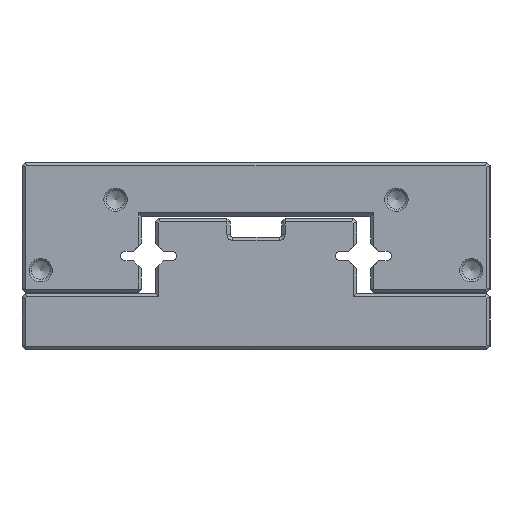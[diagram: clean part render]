
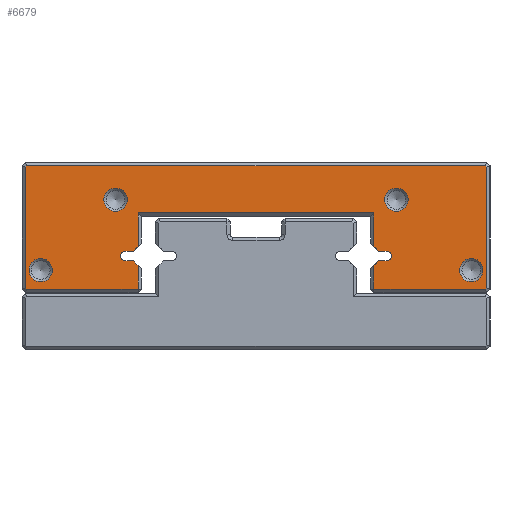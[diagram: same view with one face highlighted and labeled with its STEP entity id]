
A CAD part, left-side view. The second image highlights one B-rep face of the part: STEP entity #6679.
In plain terms, the highlighted planar face has unit normal (-1, 0, 0).
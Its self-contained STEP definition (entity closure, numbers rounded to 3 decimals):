
#5328=FACE_BOUND('',#10542,.T.);
#5329=FACE_BOUND('',#10543,.T.);
#5330=FACE_BOUND('',#10544,.T.);
#5331=FACE_BOUND('',#10545,.T.);
#5332=FACE_BOUND('',#10546,.T.);
#6050=CIRCLE('',#29380,1.);
#6073=CIRCLE('',#29411,1.);
#6079=CIRCLE('',#29423,2.5);
#6080=CIRCLE('',#29424,2.5);
#6081=CIRCLE('',#29425,2.5);
#6082=CIRCLE('',#29426,2.5);
#6679=ADVANCED_FACE('',(#5328,#5329,#5330,#5331,#5332),#8035,.T.);
#8035=PLANE('',#29427);
#10542=EDGE_LOOP('',(#14009,#14010,#14011,#14012,#14013,#14014,#14015,#14016,
#14017,#14018,#14019,#14020,#14021,#14022,#14023,#14024,#14025,#14026,#14027,
#14028,#14029,#14030,#14031,#14032));
#10543=EDGE_LOOP('',(#14033));
#10544=EDGE_LOOP('',(#14034));
#10545=EDGE_LOOP('',(#14035));
#10546=EDGE_LOOP('',(#14036));
#14009=ORIENTED_EDGE('',*,*,#21967,.F.);
#14010=ORIENTED_EDGE('',*,*,#22008,.T.);
#14011=ORIENTED_EDGE('',*,*,#22009,.T.);
#14012=ORIENTED_EDGE('',*,*,#22010,.T.);
#14013=ORIENTED_EDGE('',*,*,#21896,.F.);
#14014=ORIENTED_EDGE('',*,*,#21890,.F.);
#14015=ORIENTED_EDGE('',*,*,#21887,.F.);
#14016=ORIENTED_EDGE('',*,*,#21884,.F.);
#14017=ORIENTED_EDGE('',*,*,#21882,.F.);
#14018=ORIENTED_EDGE('',*,*,#22011,.T.);
#14019=ORIENTED_EDGE('',*,*,#22012,.T.);
#14020=ORIENTED_EDGE('',*,*,#22013,.T.);
#14021=ORIENTED_EDGE('',*,*,#22014,.T.);
#14022=ORIENTED_EDGE('',*,*,#22015,.T.);
#14023=ORIENTED_EDGE('',*,*,#22016,.T.);
#14024=ORIENTED_EDGE('',*,*,#22017,.T.);
#14025=ORIENTED_EDGE('',*,*,#22018,.T.);
#14026=ORIENTED_EDGE('',*,*,#22019,.T.);
#14027=ORIENTED_EDGE('',*,*,#22020,.T.);
#14028=ORIENTED_EDGE('',*,*,#22021,.T.);
#14029=ORIENTED_EDGE('',*,*,#21981,.F.);
#14030=ORIENTED_EDGE('',*,*,#21975,.F.);
#14031=ORIENTED_EDGE('',*,*,#21972,.F.);
#14032=ORIENTED_EDGE('',*,*,#21969,.F.);
#14033=ORIENTED_EDGE('',*,*,#22022,.T.);
#14034=ORIENTED_EDGE('',*,*,#22023,.T.);
#14035=ORIENTED_EDGE('',*,*,#22024,.T.);
#14036=ORIENTED_EDGE('',*,*,#22025,.T.);
#19408=VERTEX_POINT('',#39640);
#19409=VERTEX_POINT('',#39642);
#19410=VERTEX_POINT('',#39646);
#19412=VERTEX_POINT('',#39652);
#19414=VERTEX_POINT('',#39658);
#19419=VERTEX_POINT('',#39670);
#19467=VERTEX_POINT('',#39792);
#19468=VERTEX_POINT('',#39794);
#19469=VERTEX_POINT('',#39798);
#19471=VERTEX_POINT('',#39804);
#19473=VERTEX_POINT('',#39810);
#19478=VERTEX_POINT('',#39822);
#19501=VERTEX_POINT('',#39876);
#19502=VERTEX_POINT('',#39878);
#19503=VERTEX_POINT('',#39881);
#19504=VERTEX_POINT('',#39883);
#19505=VERTEX_POINT('',#39885);
#19506=VERTEX_POINT('',#39887);
#19507=VERTEX_POINT('',#39889);
#19508=VERTEX_POINT('',#39891);
#19509=VERTEX_POINT('',#39893);
#19510=VERTEX_POINT('',#39895);
#19511=VERTEX_POINT('',#39897);
#19512=VERTEX_POINT('',#39899);
#19513=VERTEX_POINT('',#39902);
#19514=VERTEX_POINT('',#39904);
#19515=VERTEX_POINT('',#39906);
#19516=VERTEX_POINT('',#39908);
#21882=EDGE_CURVE('',#19408,#19409,#24744,.T.);
#21884=EDGE_CURVE('',#19409,#19410,#24746,.T.);
#21887=EDGE_CURVE('',#19410,#19412,#6050,.T.);
#21890=EDGE_CURVE('',#19412,#19414,#24750,.T.);
#21896=EDGE_CURVE('',#19414,#19419,#24756,.T.);
#21967=EDGE_CURVE('',#19467,#19468,#24806,.T.);
#21969=EDGE_CURVE('',#19468,#19469,#24808,.T.);
#21972=EDGE_CURVE('',#19469,#19471,#6073,.T.);
#21975=EDGE_CURVE('',#19471,#19473,#24812,.T.);
#21981=EDGE_CURVE('',#19473,#19478,#24818,.T.);
#22008=EDGE_CURVE('',#19467,#19501,#24841,.T.);
#22009=EDGE_CURVE('',#19501,#19502,#24842,.T.);
#22010=EDGE_CURVE('',#19502,#19419,#24843,.T.);
#22011=EDGE_CURVE('',#19408,#19503,#24844,.T.);
#22012=EDGE_CURVE('',#19503,#19504,#24845,.T.);
#22013=EDGE_CURVE('',#19504,#19505,#24846,.T.);
#22014=EDGE_CURVE('',#19505,#19506,#24847,.T.);
#22015=EDGE_CURVE('',#19506,#19507,#24848,.T.);
#22016=EDGE_CURVE('',#19507,#19508,#24849,.T.);
#22017=EDGE_CURVE('',#19508,#19509,#24850,.T.);
#22018=EDGE_CURVE('',#19509,#19510,#24851,.T.);
#22019=EDGE_CURVE('',#19510,#19511,#24852,.T.);
#22020=EDGE_CURVE('',#19511,#19512,#24853,.T.);
#22021=EDGE_CURVE('',#19512,#19478,#24854,.T.);
#22022=EDGE_CURVE('',#19513,#19513,#6079,.T.);
#22023=EDGE_CURVE('',#19514,#19514,#6080,.T.);
#22024=EDGE_CURVE('',#19515,#19515,#6081,.T.);
#22025=EDGE_CURVE('',#19516,#19516,#6082,.T.);
#24744=LINE('',#39641,#27180);
#24746=LINE('',#39645,#27182);
#24750=LINE('',#39657,#27186);
#24756=LINE('',#39669,#27192);
#24806=LINE('',#39793,#27242);
#24808=LINE('',#39797,#27244);
#24812=LINE('',#39809,#27248);
#24818=LINE('',#39821,#27254);
#24841=LINE('',#39875,#27277);
#24842=LINE('',#39877,#27278);
#24843=LINE('',#39879,#27279);
#24844=LINE('',#39880,#27280);
#24845=LINE('',#39882,#27281);
#24846=LINE('',#39884,#27282);
#24847=LINE('',#39886,#27283);
#24848=LINE('',#39888,#27284);
#24849=LINE('',#39890,#27285);
#24850=LINE('',#39892,#27286);
#24851=LINE('',#39894,#27287);
#24852=LINE('',#39896,#27288);
#24853=LINE('',#39898,#27289);
#24854=LINE('',#39900,#27290);
#27180=VECTOR('',#32640,1.);
#27182=VECTOR('',#32644,1.);
#27186=VECTOR('',#32656,1.);
#27192=VECTOR('',#32664,1.);
#27242=VECTOR('',#32764,1.);
#27244=VECTOR('',#32768,1.);
#27248=VECTOR('',#32780,1.);
#27254=VECTOR('',#32788,1.);
#27277=VECTOR('',#32827,1.);
#27278=VECTOR('',#32828,1.);
#27279=VECTOR('',#32829,1.);
#27280=VECTOR('',#32830,1.);
#27281=VECTOR('',#32831,1.);
#27282=VECTOR('',#32832,1.);
#27283=VECTOR('',#32833,1.);
#27284=VECTOR('',#32834,1.);
#27285=VECTOR('',#32835,1.);
#27286=VECTOR('',#32836,1.);
#27287=VECTOR('',#32837,1.);
#27288=VECTOR('',#32838,1.);
#27289=VECTOR('',#32839,1.);
#27290=VECTOR('',#32840,1.);
#29380=AXIS2_PLACEMENT_3D('',#39651,#32649,#32650);
#29411=AXIS2_PLACEMENT_3D('',#39803,#32773,#32774);
#29423=AXIS2_PLACEMENT_3D('',#39901,#32841,#32842);
#29424=AXIS2_PLACEMENT_3D('',#39903,#32843,#32844);
#29425=AXIS2_PLACEMENT_3D('',#39905,#32845,#32846);
#29426=AXIS2_PLACEMENT_3D('',#39907,#32847,#32848);
#29427=AXIS2_PLACEMENT_3D('',#39909,#32849,#32850);
#32640=DIRECTION('',(0.,-0.707,0.707));
#32644=DIRECTION('',(0.,-1.,0.));
#32649=DIRECTION('',(-1.,0.,0.));
#32650=DIRECTION('',(0.,0.,-1.));
#32656=DIRECTION('',(0.,1.,0.));
#32664=DIRECTION('',(0.,0.707,0.707));
#32764=DIRECTION('',(0.,0.707,-0.707));
#32768=DIRECTION('',(0.,1.,0.));
#32773=DIRECTION('',(-1.,0.,0.));
#32774=DIRECTION('',(0.,0.,1.));
#32780=DIRECTION('',(0.,-1.,0.));
#32788=DIRECTION('',(0.,-0.707,-0.707));
#32827=DIRECTION('',(0.,0.,1.));
#32828=DIRECTION('',(0.,-1.,0.));
#32829=DIRECTION('',(0.,0.,-1.));
#32830=DIRECTION('',(0.,0.,-1.));
#32831=DIRECTION('',(0.,-1.,0.));
#32832=DIRECTION('',(0.,-0.707,0.707));
#32833=DIRECTION('',(0.,0.,1.));
#32834=DIRECTION('',(0.,0.707,0.707));
#32835=DIRECTION('',(0.,1.,0.));
#32836=DIRECTION('',(0.,0.707,-0.707));
#32837=DIRECTION('',(0.,0.,-1.));
#32838=DIRECTION('',(0.,-0.707,-0.707));
#32839=DIRECTION('',(0.,-1.,0.));
#32840=DIRECTION('',(0.,0.,1.));
#32841=DIRECTION('',(1.,0.,0.));
#32842=DIRECTION('',(0.,0.,-1.));
#32843=DIRECTION('',(1.,0.,0.));
#32844=DIRECTION('',(0.,0.,-1.));
#32845=DIRECTION('',(1.,0.,0.));
#32846=DIRECTION('',(0.,0.,-1.));
#32847=DIRECTION('',(1.,0.,0.));
#32848=DIRECTION('',(0.,0.,-1.));
#32849=DIRECTION('',(-1.,0.,0.));
#32850=DIRECTION('',(0.,0.,-1.));
#39640=CARTESIAN_POINT('',(80.,24.8,17.957));
#39641=CARTESIAN_POINT('',(80.,25.5,17.257));
#39642=CARTESIAN_POINT('',(80.,23.757,19.));
#39645=CARTESIAN_POINT('',(80.,23.757,19.));
#39646=CARTESIAN_POINT('',(80.,22.,19.));
#39651=CARTESIAN_POINT('',(80.,22.,20.));
#39652=CARTESIAN_POINT('',(80.,22.,21.));
#39657=CARTESIAN_POINT('',(80.,22.,21.));
#39658=CARTESIAN_POINT('',(80.,23.757,21.));
#39669=CARTESIAN_POINT('',(80.,23.757,21.));
#39670=CARTESIAN_POINT('',(80.,24.8,22.043));
#39792=CARTESIAN_POINT('',(80.,75.2,22.043));
#39793=CARTESIAN_POINT('',(80.,74.5,22.743));
#39794=CARTESIAN_POINT('',(80.,76.243,21.));
#39797=CARTESIAN_POINT('',(80.,76.243,21.));
#39798=CARTESIAN_POINT('',(80.,78.,21.));
#39803=CARTESIAN_POINT('',(80.,78.,20.));
#39804=CARTESIAN_POINT('',(80.,78.,19.));
#39809=CARTESIAN_POINT('',(80.,78.,19.));
#39810=CARTESIAN_POINT('',(80.,76.243,19.));
#39821=CARTESIAN_POINT('',(80.,76.243,19.));
#39822=CARTESIAN_POINT('',(80.,75.2,17.957));
#39875=CARTESIAN_POINT('',(80.,75.2,28.5));
#39876=CARTESIAN_POINT('',(80.,75.2,29.2));
#39877=CARTESIAN_POINT('',(80.,25.5,29.2));
#39878=CARTESIAN_POINT('',(80.,24.8,29.2));
#39879=CARTESIAN_POINT('',(80.,24.8,22.743));
#39880=CARTESIAN_POINT('',(80.,24.8,12.2));
#39881=CARTESIAN_POINT('',(80.,24.8,12.9));
#39882=CARTESIAN_POINT('',(80.,0.7,12.9));
#39883=CARTESIAN_POINT('',(80.,0.99,12.9));
#39884=CARTESIAN_POINT('',(80.,7.945,5.945));
#39885=CARTESIAN_POINT('',(80.,0.7,13.19));
#39886=CARTESIAN_POINT('',(80.,0.7,39.3));
#39887=CARTESIAN_POINT('',(80.,0.7,39.01));
#39888=CARTESIAN_POINT('',(80.,1.845,40.155));
#39889=CARTESIAN_POINT('',(80.,0.99,39.3));
#39890=CARTESIAN_POINT('',(80.,99.3,39.3));
#39891=CARTESIAN_POINT('',(80.,99.01,39.3));
#39892=CARTESIAN_POINT('',(80.,70.155,68.155));
#39893=CARTESIAN_POINT('',(80.,99.3,39.01));
#39894=CARTESIAN_POINT('',(80.,99.3,12.9));
#39895=CARTESIAN_POINT('',(80.,99.3,13.19));
#39896=CARTESIAN_POINT('',(80.,64.055,-22.055));
#39897=CARTESIAN_POINT('',(80.,99.01,12.9));
#39898=CARTESIAN_POINT('',(80.,74.5,12.9));
#39899=CARTESIAN_POINT('',(80.,75.2,12.9));
#39900=CARTESIAN_POINT('',(80.,75.2,17.257));
#39901=CARTESIAN_POINT('',(80.,96.,17.));
#39902=CARTESIAN_POINT('',(80.,96.,14.5));
#39903=CARTESIAN_POINT('',(80.,4.,17.));
#39904=CARTESIAN_POINT('',(80.,4.,14.5));
#39905=CARTESIAN_POINT('',(80.,20.,32.));
#39906=CARTESIAN_POINT('',(80.,20.,29.5));
#39907=CARTESIAN_POINT('',(80.,80.,32.));
#39908=CARTESIAN_POINT('',(80.,80.,29.5));
#39909=CARTESIAN_POINT('',(80.,22.,20.));
